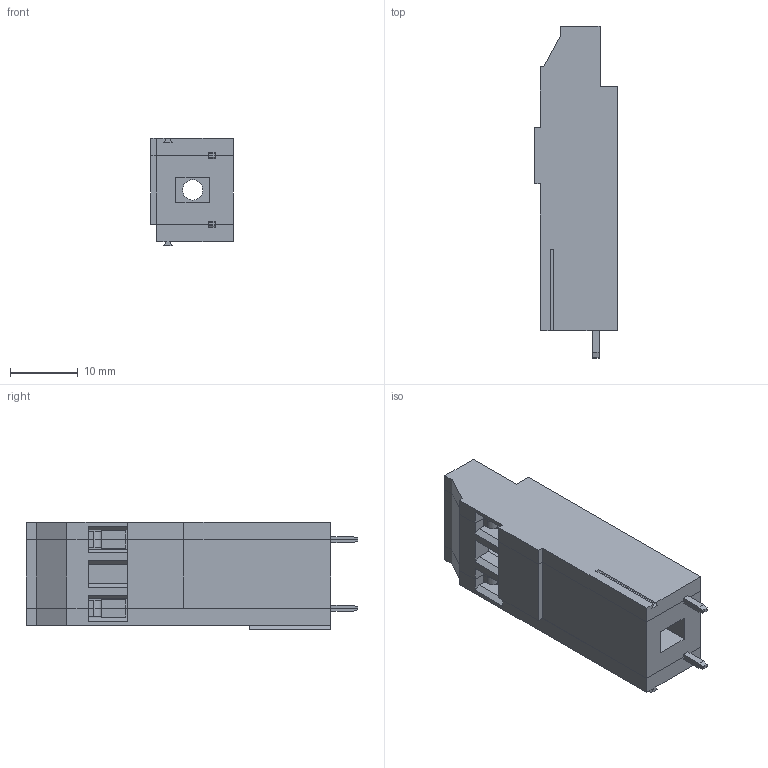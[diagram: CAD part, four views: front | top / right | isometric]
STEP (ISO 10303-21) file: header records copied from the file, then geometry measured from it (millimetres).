
FILE_DESCRIPTION( ( 'Unknown' ), '1' );
FILE_NAME( '691235610002.stp', 'Unknown', ( 'Unknown' ), ( 'Unknown' ), 'PSStep 18.0.17', 'Unknown', ' ' );
FILE_SCHEMA( ( 'AUTOMOTIVE_DESIGN { 1 0 10303 214 1 1 1 1 }' ) );
Length unit declared in the file: millimetre
Products named in the file (4): Assem1; MRT18P10.16V06_SX; MRT18P10.16V06_CNT; MRT18P10.16V06_DX
Assembly tree (3 placements, depth 2):
  Assem1
    MRT18P10.16V06_SX
    MRT18P10.16V06_CNT
    MRT18P10.16V06_DX
Bounding box: 12.2 x 49 x 15.84 mm (x, y, z)
Volume: 6230.5 mm3; surface area: 5578.1 mm2
Topology: 3 solids, 3 shells, 151 faces, 432 edges, 288 vertices
Faces by surface type: plane 141, cylinder 10
Full cylindrical faces by diameter (mm): 3 x1, 4 x1
Entity records: 6130 total; most frequent: CARTESIAN_POINT 873, ORIENTED_EDGE 860, DIRECTION 768, EDGE_CURVE 430, LINE 402, VECTOR 402, VERTEX_POINT 288, AXIS2_PLACEMENT_3D 183
